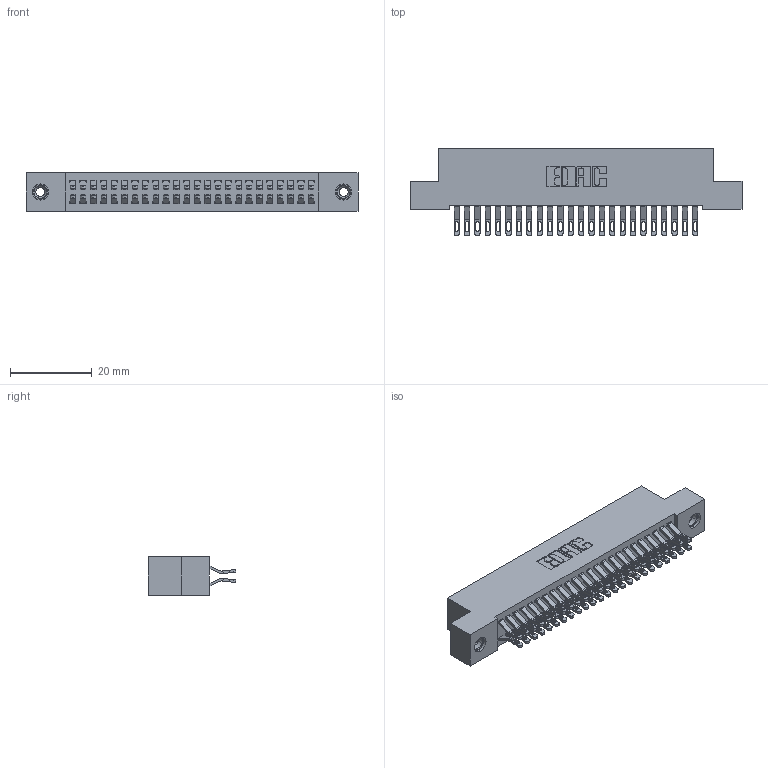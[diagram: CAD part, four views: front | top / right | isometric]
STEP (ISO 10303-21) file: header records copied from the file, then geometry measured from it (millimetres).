
FILE_DESCRIPTION (( 'STEP AP203' ), '1' );
FILE_NAME ('392-048-555-208.STEP', '2018-08-16T23:07:40', ( '' ), ( '' ), 'SwSTEP 2.0', 'SolidWorks 2016', '' );
FILE_SCHEMA (( 'CONFIG_CONTROL_DESIGN' ));
Length unit declared in the file: inch
Products named in the file (4): 342 Part_TI; 345-292-001_555 Tail; 345-250-001_345-250-003-102; 392-048-555-208
Assembly tree (51 placements, depth 2):
  392-048-555-208
    342 Part_TI
    345-292-001_555 Tail  x48
    345-250-001_345-250-003-102  x2
Bounding box: 81.28 x 21.47 x 9.4 mm (x, y, z)
Volume: 7345.5 mm3; surface area: 11987.8 mm2
Topology: 51 solids, 51 shells, 2954 faces, 9219 edges, 6138 vertices
Faces by surface type: plane 1730, cylinder 1208, cone 12, torus 4
Entity records: 19148 total; most frequent: CARTESIAN_POINT 3211, ORIENTED_EDGE 3110, DIRECTION 2777, EDGE_CURVE 1555, LINE 1387, VECTOR 1387, VERTEX_POINT 1032, AXIS2_PLACEMENT_3D 695
